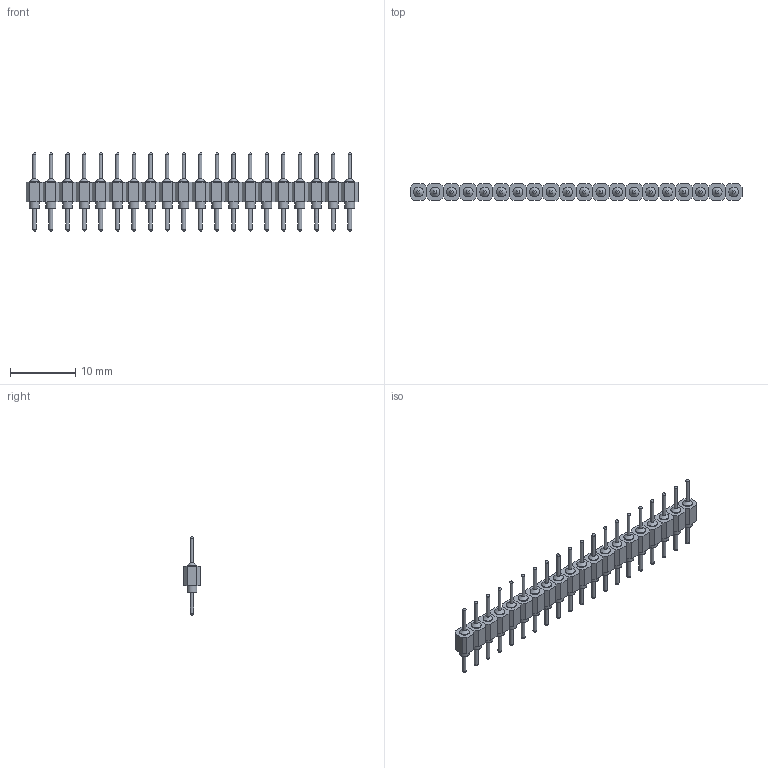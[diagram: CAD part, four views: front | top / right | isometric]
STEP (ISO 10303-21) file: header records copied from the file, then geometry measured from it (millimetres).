
FILE_DESCRIPTION(('FreeCAD Model'),'2;1');
FILE_NAME('Open CASCADE Shape Model','2024-12-05T14:58:05',(''),(''), 'Open CASCADE STEP processor 7.8','FreeCAD','Unknown');
FILE_SCHEMA(('AUTOMOTIVE_DESIGN { 1 0 10303 214 1 1 1 1 }'));
Length unit declared in the file: millimetre
Products named in the file (1): Fusion004
Bounding box: 50.8 x 2.54 x 12 mm (x, y, z)
Volume: 435 mm3; surface area: 962.6 mm2
Topology: 1 solids, 1 shells, 342 faces, 764 edges, 464 vertices
Faces by surface type: plane 202, cylinder 80, sphere 40, cone 20
Full cylindrical faces by diameter (mm): 0.5 x20, 0.6 x20, 1.5 x40
Entity records: 9142 total; most frequent: DIRECTION 1630, CARTESIAN_POINT 1531, ORIENTED_EDGE 1448, EDGE_CURVE 724, AXIS2_PLACEMENT_3D 563, LINE 504, VECTOR 504, VERTEX_POINT 464
